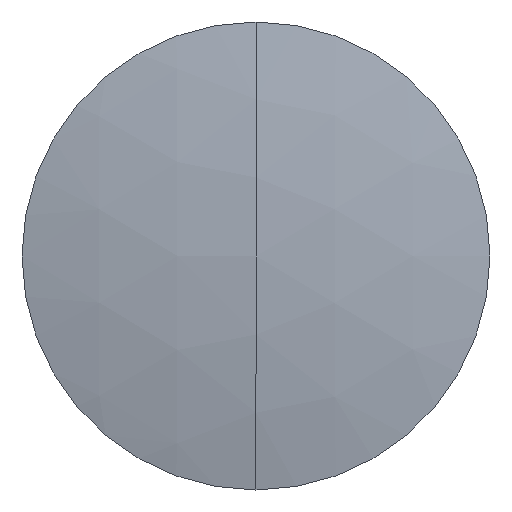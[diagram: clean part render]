
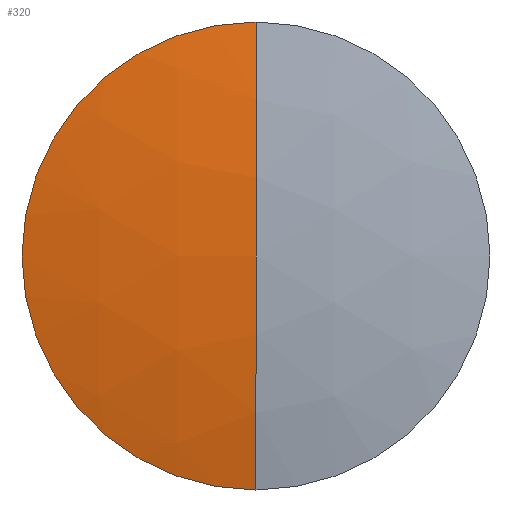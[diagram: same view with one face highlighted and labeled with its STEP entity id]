
A CAD part, left-side view. The second image highlights one B-rep face of the part: STEP entity #320.
In plain terms, the highlighted spherical face has radius 121.2 mm.
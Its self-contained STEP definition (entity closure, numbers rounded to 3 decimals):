
#5 = EDGE_CURVE ( 'NONE', #250, #319, #17, .T. ) ;
#7 = DIRECTION ( 'NONE',  ( 0., -1., 0. ) ) ;
#17 = CIRCLE ( 'NONE', #295, 121.2 ) ;
#21 = CIRCLE ( 'NONE', #100, 25.4 ) ;
#25 = DIRECTION ( 'NONE',  ( 0., 1., 0. ) ) ;
#33 = FACE_OUTER_BOUND ( 'NONE', #124, .T. ) ;
#40 = DIRECTION ( 'NONE',  ( 0., 0., 1. ) ) ;
#61 = CARTESIAN_POINT ( 'NONE',  ( 36.759, 0., 0. ) ) ;
#68 = DIRECTION ( 'NONE',  ( 0., 1., 0. ) ) ;
#69 = ORIENTED_EDGE ( 'NONE', *, *, #266, .T. ) ;
#82 = CIRCLE ( 'NONE', #225, 121.2 ) ;
#100 = AXIS2_PLACEMENT_3D ( 'NONE', #232, #122, #213 ) ;
#108 = CARTESIAN_POINT ( 'NONE',  ( 36.759, 0., 0. ) ) ;
#122 = DIRECTION ( 'NONE',  ( -1., 0., 0. ) ) ;
#124 = EDGE_LOOP ( 'NONE', ( #69, #211, #304 ) ) ;
#158 = CARTESIAN_POINT ( 'NONE',  ( -81.75, 0., -25.4 ) ) ;
#206 = EDGE_CURVE ( 'NONE', #341, #319, #82, .T. ) ;
#208 = CARTESIAN_POINT ( 'NONE',  ( -84.441, 0., 0. ) ) ;
#211 = ORIENTED_EDGE ( 'NONE', *, *, #5, .T. ) ;
#213 = DIRECTION ( 'NONE',  ( 0., 0., 1. ) ) ;
#223 = CARTESIAN_POINT ( 'NONE',  ( -81.75, 0., 25.4 ) ) ;
#224 = DIRECTION ( 'NONE',  ( 0., 0., 1. ) ) ;
#225 = AXIS2_PLACEMENT_3D ( 'NONE', #61, #7, #265 ) ;
#232 = CARTESIAN_POINT ( 'NONE',  ( -81.75, 0., 0. ) ) ;
#250 = VERTEX_POINT ( 'NONE', #158 ) ;
#257 = CARTESIAN_POINT ( 'NONE',  ( 36.759, 0., 0. ) ) ;
#264 = AXIS2_PLACEMENT_3D ( 'NONE', #108, #25, #224 ) ;
#265 = DIRECTION ( 'NONE',  ( 0., 0., -1. ) ) ;
#266 = EDGE_CURVE ( 'NONE', #341, #250, #21, .T. ) ;
#275 = SPHERICAL_SURFACE ( 'NONE', #264, 121.2 ) ;
#295 = AXIS2_PLACEMENT_3D ( 'NONE', #257, #68, #40 ) ;
#304 = ORIENTED_EDGE ( 'NONE', *, *, #206, .F. ) ;
#319 = VERTEX_POINT ( 'NONE', #208 ) ;
#320 = ADVANCED_FACE ( 'NONE', ( #33 ), #275, .T. ) ;
#341 = VERTEX_POINT ( 'NONE', #223 ) ;
